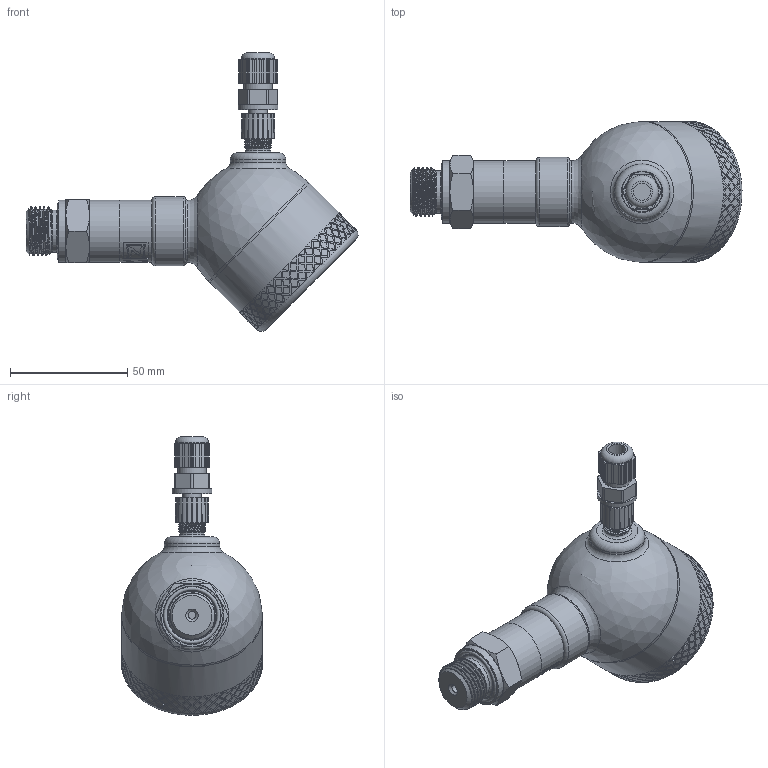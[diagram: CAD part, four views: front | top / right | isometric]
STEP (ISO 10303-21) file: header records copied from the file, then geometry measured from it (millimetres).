
FILE_DESCRIPTION(/* description */ (''),/* implementation_level */ '2;1');
FILE_NAME(/* name */ 'APZ3420FH_6_M12x1-angstraightsplay.step',/* time_stamp */ '2021-06-30T14:45:49+03:00',/* author */ (''),/* organization */ (''),/* preprocessor_version */ 'ST-DEVELOPER v18.1',/* originating_system */ 'Autodesk Translation Framework v10.9.0.1377',/* authorisation */ '');
FILE_SCHEMA (('AUTOMOTIVE_DESIGN { 1 0 10303 214 3 1 1 }'));
Length unit declared in the file: millimetre
Products named in the file (8): Полевой корпус 
3420 3421 3230 заполненный; G 1\2 DIN; FieldHousing Assembly v16; main body; Дисплей; Крышка для 
дисплея; Адаптер М12х1; M12x1 female straight v9
Assembly tree (7 placements, depth 3):
  Полевой корпус 
3420 3421 3230 заполненный
    G 1\2 DIN
    FieldHousing Assembly v16
      main body
      Дисплей
      Крышка для 
дисплея
      Адаптер М12х1
      M12x1 female straight v9
Bounding box: 141.38 x 60.1 x 118.64 mm (x, y, z)
Volume: 177618.5 mm3; surface area: 51861.1 mm2
Topology: 16 solids, 16 shells, 1725 faces, 4379 edges, 2891 vertices
Faces by surface type: bspline 958, plane 371, cylinder 320, cone 48, torus 25, sphere 3
Full cylindrical faces by diameter (mm): 1 x4, 3.3 x1, 5 x4, 7.3 x1, 8 x3, 9.3 x1, 10.293 x1, 10.5 x2, 10.741 x7, 11.884 x6, 12 x1, 14 x1, 17 x1, 18 x1, 18.631 x4, 19.7 x1, 21.2 x1, 21.6 x1, 22.4 x1, 23.6 x1, 24.4 x1, 24.5 x2, 26.5 x2, 29.5 x1, 41 x3, 46 x2, 52.5 x1, 57.2 x1, 60 x2
Entity records: 70671 total; most frequent: CARTESIAN_POINT 36428, ORIENTED_EDGE 8756, EDGE_CURVE 4378, DIRECTION 3797, VERTEX_POINT 2891, B_SPLINE_CURVE_WITH_KNOTS 2694, EDGE_LOOP 1969, FACE_OUTER_BOUND 1725
